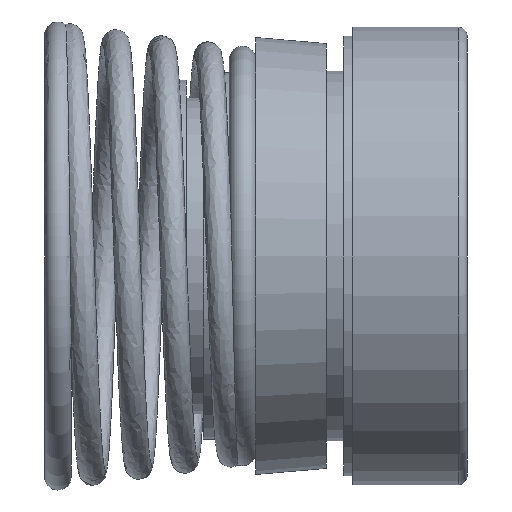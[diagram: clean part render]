
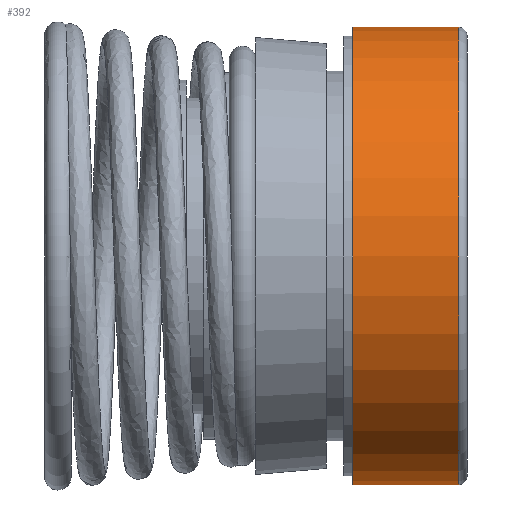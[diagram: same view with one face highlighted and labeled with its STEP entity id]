
A CAD part, front view. The second image highlights one B-rep face of the part: STEP entity #392.
In plain terms, the highlighted cylindrical face has radius 20.637 mm (diameter 41.275 mm), a full revolution.
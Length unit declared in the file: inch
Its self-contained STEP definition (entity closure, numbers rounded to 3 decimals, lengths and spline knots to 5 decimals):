
#22=CYLINDRICAL_SURFACE('',#439,0.8125);
#42=FACE_BOUND('',#116,.T.);
#78=FACE_OUTER_BOUND('',#115,.T.);
#115=EDGE_LOOP('',(#298));
#116=EDGE_LOOP('',(#299));
#184=CIRCLE('',#437,0.8125);
#186=CIRCLE('',#440,0.8125);
#219=VERTEX_POINT('',#649);
#221=VERTEX_POINT('',#654);
#257=EDGE_CURVE('',#219,#219,#184,.T.);
#259=EDGE_CURVE('',#221,#221,#186,.T.);
#298=ORIENTED_EDGE('',*,*,#259,.T.);
#299=ORIENTED_EDGE('',*,*,#257,.F.);
#392=ADVANCED_FACE('',(#78,#42),#22,.T.);
#437=AXIS2_PLACEMENT_3D('',#650,#512,#513);
#439=AXIS2_PLACEMENT_3D('',#653,#516,#517);
#440=AXIS2_PLACEMENT_3D('',#655,#518,#519);
#512=DIRECTION('center_axis',(1.,0.,0.));
#513=DIRECTION('ref_axis',(0.,-1.,0.));
#516=DIRECTION('center_axis',(1.,0.,0.));
#517=DIRECTION('ref_axis',(0.,1.,0.));
#518=DIRECTION('center_axis',(1.,0.,0.));
#519=DIRECTION('ref_axis',(0.,1.,0.));
#649=CARTESIAN_POINT('',(1.22,0.8125,0.));
#650=CARTESIAN_POINT('Origin',(1.22,0.,0.));
#653=CARTESIAN_POINT('Origin',(1.04688,0.,0.));
#654=CARTESIAN_POINT('',(0.84375,0.8125,0.));
#655=CARTESIAN_POINT('Origin',(0.84375,0.,0.));
